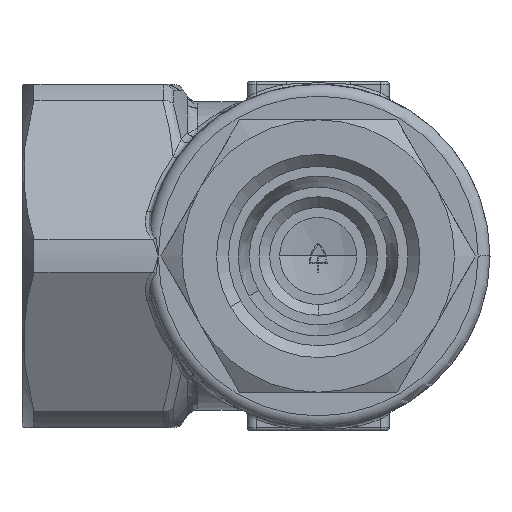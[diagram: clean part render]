
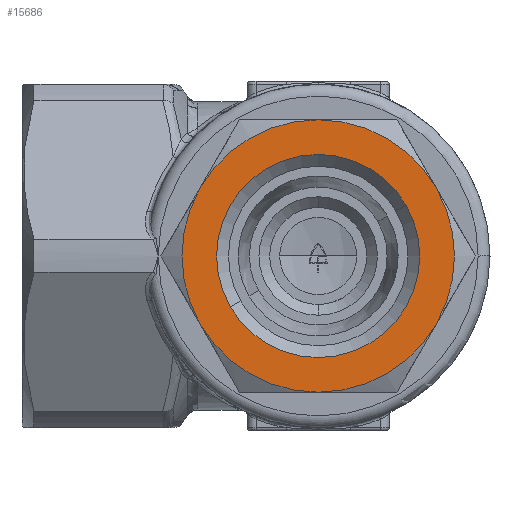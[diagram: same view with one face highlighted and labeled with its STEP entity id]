
A CAD part, front view. The second image highlights one B-rep face of the part: STEP entity #15686.
In plain terms, the highlighted planar face has unit normal (0, -1, 0).
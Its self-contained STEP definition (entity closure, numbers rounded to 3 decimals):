
#798 = DIRECTION ( 'NONE',  ( -0.866, 0., -0.5 ) ) ;
#799 = DIRECTION ( 'NONE',  ( 0., -1., 0. ) ) ;
#811 = CARTESIAN_POINT ( 'NONE',  ( 0., -103.475, 0. ) ) ;
#812 = AXIS2_PLACEMENT_3D ( 'NONE', #811, #799, #798 ) ;
#817 = CIRCLE ( 'NONE', #812, 23. ) ;
#839 = AXIS2_PLACEMENT_3D ( 'NONE', #900, #899, #898 ) ;
#898 = DIRECTION ( 'NONE',  ( -0.866, 0., -0.5 ) ) ;
#899 = DIRECTION ( 'NONE',  ( 0., 1., 0. ) ) ;
#900 = CARTESIAN_POINT ( 'NONE',  ( 0., -103.475, 0. ) ) ;
#905 = CIRCLE ( 'NONE', #839, 23. ) ;
#923 = PLANE ( 'NONE',  #1003 ) ;
#928 = FACE_OUTER_BOUND ( 'NONE', #15965, .T. ) ;
#936 = FACE_BOUND ( 'NONE', #8558, .T. ) ;
#962 = CIRCLE ( 'NONE', #994, 23. ) ;
#992 = DIRECTION ( 'NONE',  ( -0.866, 0., -0.5 ) ) ;
#993 = DIRECTION ( 'NONE',  ( 0., -1., 0. ) ) ;
#994 = AXIS2_PLACEMENT_3D ( 'NONE', #1004, #993, #992 ) ;
#1000 = DIRECTION ( 'NONE',  ( -0.866, 0., -0.5 ) ) ;
#1001 = DIRECTION ( 'NONE',  ( 0., 1., 0. ) ) ;
#1002 = CARTESIAN_POINT ( 'NONE',  ( -39.837, -103.475, 23. ) ) ;
#1003 = AXIS2_PLACEMENT_3D ( 'NONE', #1002, #1001, #1000 ) ;
#1004 = CARTESIAN_POINT ( 'NONE',  ( 0., -103.475, 0. ) ) ;
#1044 = DIRECTION ( 'NONE',  ( -0.866, 0., -0.5 ) ) ;
#1045 = DIRECTION ( 'NONE',  ( 0., -1., 0. ) ) ;
#1046 = CARTESIAN_POINT ( 'NONE',  ( 0., -103.475, 0. ) ) ;
#1047 = AXIS2_PLACEMENT_3D ( 'NONE', #1046, #1045, #1044 ) ;
#1057 = CIRCLE ( 'NONE', #1047, 23. ) ;
#1063 = CIRCLE ( 'NONE', #1116, 23. ) ;
#1066 = DIRECTION ( 'NONE',  ( -0.866, 0., -0.5 ) ) ;
#1067 = DIRECTION ( 'NONE',  ( 0., 1., 0. ) ) ;
#1068 = CARTESIAN_POINT ( 'NONE',  ( 0., -103.475, 0. ) ) ;
#1069 = AXIS2_PLACEMENT_3D ( 'NONE', #1068, #1067, #1066 ) ;
#1074 = CIRCLE ( 'NONE', #1069, 17.145 ) ;
#1086 = CARTESIAN_POINT ( 'NONE',  ( 0., -103.475, 0. ) ) ;
#1114 = DIRECTION ( 'NONE',  ( -0.866, 0., -0.5 ) ) ;
#1115 = DIRECTION ( 'NONE',  ( 0., -1., 0. ) ) ;
#1116 = AXIS2_PLACEMENT_3D ( 'NONE', #1086, #1115, #1114 ) ;
#1149 = CIRCLE ( 'NONE', #1205, 23. ) ;
#1202 = DIRECTION ( 'NONE',  ( -0.866, 0., -0.5 ) ) ;
#1203 = DIRECTION ( 'NONE',  ( 0., -1., 0. ) ) ;
#1204 = CARTESIAN_POINT ( 'NONE',  ( 0., -103.475, 0. ) ) ;
#1205 = AXIS2_PLACEMENT_3D ( 'NONE', #1204, #1203, #1202 ) ;
#1944 = VERTEX_POINT ( 'NONE', #24981 ) ;
#3961 = AXIS2_PLACEMENT_3D ( 'NONE', #4047, #3990, #4042 ) ;
#3990 = DIRECTION ( 'NONE',  ( 0., 1., 0. ) ) ;
#4014 = CIRCLE ( 'NONE', #3961, 17.145 ) ;
#4015 = CARTESIAN_POINT ( 'NONE',  ( 14.848, -103.475, 8.572 ) ) ;
#4042 = DIRECTION ( 'NONE',  ( -0.866, 0., -0.5 ) ) ;
#4047 = CARTESIAN_POINT ( 'NONE',  ( 0., -103.475, 0. ) ) ;
#6701 = VERTEX_POINT ( 'NONE', #26181 ) ;
#7651 = VERTEX_POINT ( 'NONE', #26551 ) ;
#7677 = VERTEX_POINT ( 'NONE', #26552 ) ;
#7894 = VERTEX_POINT ( 'NONE', #26695 ) ;
#8278 = VERTEX_POINT ( 'NONE', #26732 ) ;
#8542 = VERTEX_POINT ( 'NONE', #26831 ) ;
#8558 = EDGE_LOOP ( 'NONE', ( #15938, #15217 ) ) ;
#15166 = EDGE_CURVE ( 'NONE', #7894, #7677, #817, .T. ) ;
#15217 = ORIENTED_EDGE ( 'NONE', *, *, #15943, .T. ) ;
#15611 = EDGE_CURVE ( 'NONE', #6701, #7651, #905, .T. ) ;
#15686 = ADVANCED_FACE ( 'NONE', ( #936, #928 ), #923, .F. ) ;
#15696 = EDGE_CURVE ( 'NONE', #6701, #8542, #962, .T. ) ;
#15863 = EDGE_CURVE ( 'NONE', #8542, #8278, #1057, .T. ) ;
#15892 = ORIENTED_EDGE ( 'NONE', *, *, #15863, .T. ) ;
#15894 = ORIENTED_EDGE ( 'NONE', *, *, #15696, .T. ) ;
#15938 = ORIENTED_EDGE ( 'NONE', *, *, #19305, .T. ) ;
#15940 = ORIENTED_EDGE ( 'NONE', *, *, #15957, .T. ) ;
#15943 = EDGE_CURVE ( 'NONE', #1944, #19309, #1074, .T. ) ;
#15947 = ORIENTED_EDGE ( 'NONE', *, *, #15611, .F. ) ;
#15951 = ORIENTED_EDGE ( 'NONE', *, *, #15166, .T. ) ;
#15957 = EDGE_CURVE ( 'NONE', #8278, #7894, #1063, .T. ) ;
#15965 = EDGE_LOOP ( 'NONE', ( #15947, #15894, #15892, #15940, #15951, #16197 ) ) ;
#16197 = ORIENTED_EDGE ( 'NONE', *, *, #16440, .T. ) ;
#16440 = EDGE_CURVE ( 'NONE', #7677, #7651, #1149, .T. ) ;
#19305 = EDGE_CURVE ( 'NONE', #19309, #1944, #4014, .T. ) ;
#19309 = VERTEX_POINT ( 'NONE', #4015 ) ;
#24981 = CARTESIAN_POINT ( 'NONE',  ( -14.848, -103.475, -8.573 ) ) ;
#26181 = CARTESIAN_POINT ( 'NONE',  ( -19.919, -103.475, -11.5 ) ) ;
#26551 = CARTESIAN_POINT ( 'NONE',  ( -19.919, -103.475, 11.5 ) ) ;
#26552 = CARTESIAN_POINT ( 'NONE',  ( 0., -103.475, 23. ) ) ;
#26695 = CARTESIAN_POINT ( 'NONE',  ( 19.919, -103.475, 11.5 ) ) ;
#26732 = CARTESIAN_POINT ( 'NONE',  ( 19.919, -103.475, -11.5 ) ) ;
#26831 = CARTESIAN_POINT ( 'NONE',  ( 0., -103.475, -23. ) ) ;
